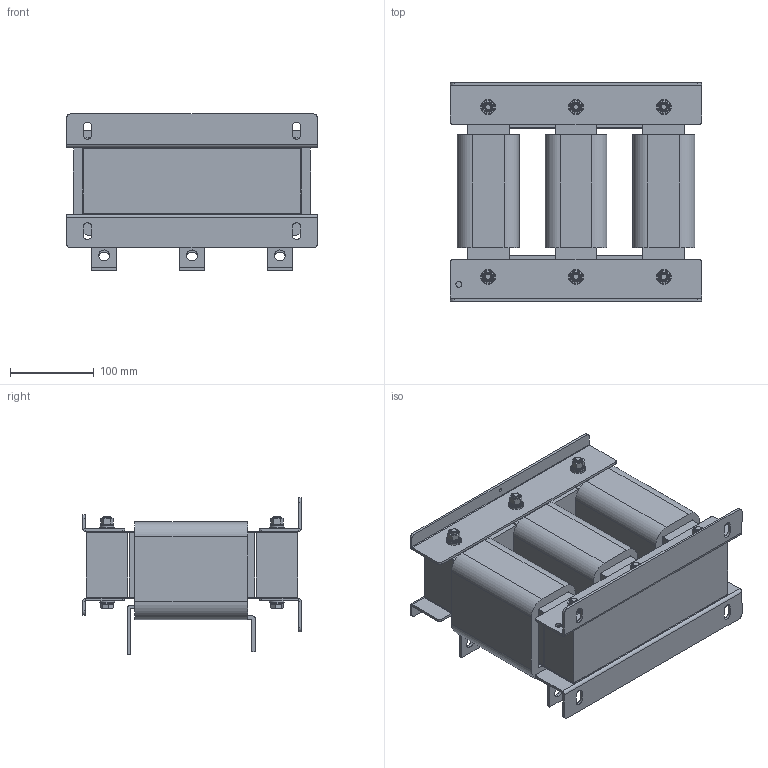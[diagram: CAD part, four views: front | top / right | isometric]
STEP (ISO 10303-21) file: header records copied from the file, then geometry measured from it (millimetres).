
FILE_DESCRIPTION (( 'STEP AP214' ), '1' );
FILE_NAME ('ACL-350A-4.4V（铜）装配体1.STEP', '2025-05-14T07:14:57', ( '' ), ( '' ), 'SwSTEP 2.0', 'SolidWorks 2024', '' );
FILE_SCHEMA (( 'AUTOMOTIVE_DESIGN' ));
Length unit declared in the file: millimetre
Products named in the file (12): 铝拉板50-253-1.5; 柱铁50-77-150; 下支架300-50-40-3; 1型六角螺母-GBT41_M8; 直径8T字型绝缘垫; 平垫圈_C级-GBT95_8; 线圈ACL-350A-4.4V（铜）; 鞍形弹簧垫圈-GBT7245_8; 扼铁260-50-77; 上支架300-50-20-3; ACL-350A-4.4V（铜）装配体1; 六角头螺栓-GBT5782_M8X105
Assembly tree (60 placements, depth 2):
  ACL-350A-4.4V（铜）装配体1
    扼铁260-50-77  x2
    铝拉板50-253-1.5  x6
    下支架300-50-40-3  x2
    柱铁50-77-150  x3
    线圈ACL-350A-4.4V（铜）  x3
    上支架300-50-20-3  x2
    直径8T字型绝缘垫  x12
    平垫圈_C级-GBT95_8  x12
    六角头螺栓-GBT5782_M8X105  x6
    鞍形弹簧垫圈-GBT7245_8  x6
    1型六角螺母-GBT41_M8  x6
Bounding box: 300 x 261 x 186.5 mm (x, y, z)
Volume: 5752508.8 mm3; surface area: 980104.1 mm2
Topology: 60 solids, 60 shells, 844 faces, 1978 edges, 1284 vertices
Faces by surface type: plane 410, cylinder 326, cone 108
Entity records: 6675 total; most frequent: CARTESIAN_POINT 1174, DIRECTION 1136, ORIENTED_EDGE 952, EDGE_CURVE 476, AXIS2_PLACEMENT_3D 430, VERTEX_POINT 308, LINE 276, VECTOR 276
